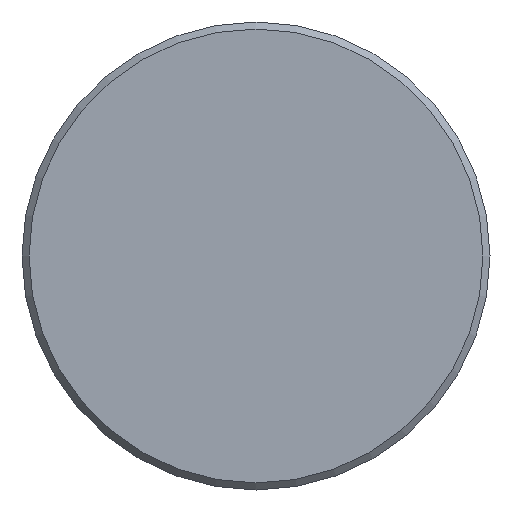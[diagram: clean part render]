
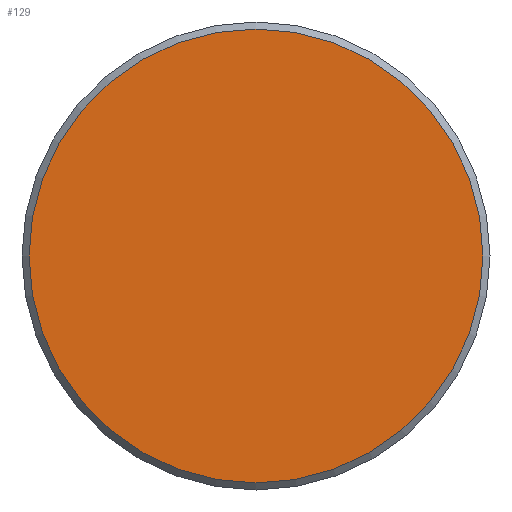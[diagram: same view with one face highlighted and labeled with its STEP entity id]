
A CAD part, left-side view. The second image highlights one B-rep face of the part: STEP entity #129.
In plain terms, the highlighted planar face has unit normal (-1, 0, 0).
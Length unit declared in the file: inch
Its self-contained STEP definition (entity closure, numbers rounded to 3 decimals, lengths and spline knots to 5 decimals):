
#8 = DIRECTION ( 'NONE',  ( -1., 0., 0. ) ) ;
#102 = EDGE_CURVE ( 'NONE', #387, #387, #123, .T. ) ;
#103 = CARTESIAN_POINT ( 'NONE',  ( -2.84, 0.8085, 0. ) ) ;
#118 = EDGE_LOOP ( 'NONE', ( #578 ) ) ;
#123 = CIRCLE ( 'NONE', #547, 0.7785 ) ;
#129 = ADVANCED_FACE ( 'NONE', ( #333 ), #345, .T. ) ;
#166 = CARTESIAN_POINT ( 'NONE',  ( -2.84, 0., 0. ) ) ;
#187 = AXIS2_PLACEMENT_3D ( 'NONE', #103, #541, #252 ) ;
#252 = DIRECTION ( 'NONE',  ( 0., 0., 1. ) ) ;
#333 = FACE_OUTER_BOUND ( 'NONE', #118, .T. ) ;
#345 = PLANE ( 'NONE',  #187 ) ;
#387 = VERTEX_POINT ( 'NONE', #592 ) ;
#541 = DIRECTION ( 'NONE',  ( -1., 0., 0. ) ) ;
#547 = AXIS2_PLACEMENT_3D ( 'NONE', #166, #8, #548 ) ;
#548 = DIRECTION ( 'NONE',  ( 0., 0., 1. ) ) ;
#578 = ORIENTED_EDGE ( 'NONE', *, *, #102, .T. ) ;
#592 = CARTESIAN_POINT ( 'NONE',  ( -2.84, 0., 0.7785 ) ) ;
